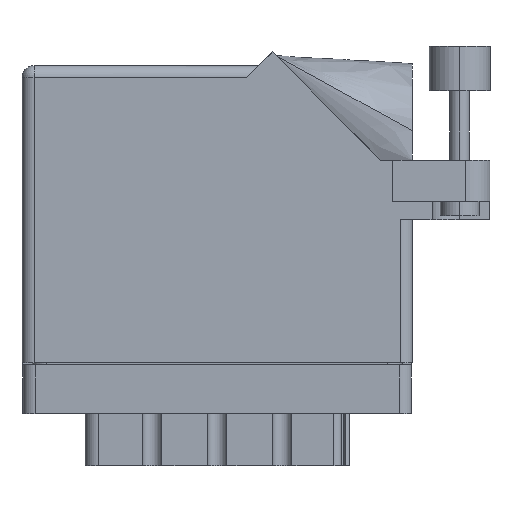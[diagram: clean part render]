
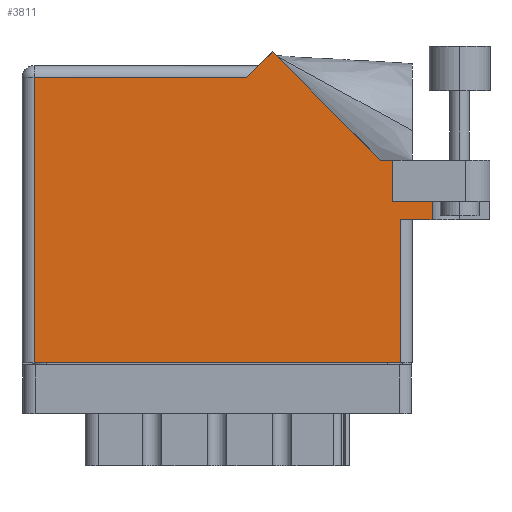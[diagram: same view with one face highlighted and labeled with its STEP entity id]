
A CAD part, front view. The second image highlights one B-rep face of the part: STEP entity #3811.
In plain terms, the highlighted face is planar.
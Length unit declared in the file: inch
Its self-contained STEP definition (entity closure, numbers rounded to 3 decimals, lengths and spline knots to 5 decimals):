
#454 = DIRECTION ( 'NONE',  ( -0.707, 0.707, 0. ) ) ;
#580 = DIRECTION ( 'NONE',  ( 0., 0., -1. ) ) ;
#1334 = VECTOR ( 'NONE', #23810, 39.37008 ) ;
#1460 = VERTEX_POINT ( 'NONE', #14396 ) ;
#2064 = EDGE_CURVE ( 'NONE', #40554, #29862, #29054, .T. ) ;
#2181 = CARTESIAN_POINT ( 'NONE',  ( 1.91, 0.831, 0. ) ) ;
#2639 = LINE ( 'NONE', #41147, #29596 ) ;
#2646 = LINE ( 'NONE', #6027, #11639 ) ;
#3139 = LINE ( 'NONE', #23300, #33724 ) ;
#3811 = ADVANCED_FACE ( 'NONE', ( #32968 ), #4152, .F. ) ;
#3942 = DIRECTION ( 'NONE',  ( -1., 0., 0. ) ) ;
#4152 = PLANE ( 'NONE',  #23451 ) ;
#4491 = ORIENTED_EDGE ( 'NONE', *, *, #19404, .T. ) ;
#4552 = DIRECTION ( 'NONE',  ( 1., 0., 0. ) ) ;
#5408 = EDGE_CURVE ( 'NONE', #22901, #20010, #2639, .T. ) ;
#6027 = CARTESIAN_POINT ( 'NONE',  ( 2.01, 0.737, 0. ) ) ;
#6671 = CARTESIAN_POINT ( 'NONE',  ( 1.28771, 1.60071, 0. ) ) ;
#7524 = LINE ( 'NONE', #29391, #41445 ) ;
#7639 = LINE ( 'NONE', #39822, #1334 ) ;
#7980 = VECTOR ( 'NONE', #454, 39.37008 ) ;
#8515 = EDGE_CURVE ( 'NONE', #31868, #35947, #33366, .T. ) ;
#8965 = CARTESIAN_POINT ( 'NONE',  ( 2.1115, 0.737, 0. ) ) ;
#9378 = ORIENTED_EDGE ( 'NONE', *, *, #12354, .T. ) ;
#9450 = VECTOR ( 'NONE', #4552, 39.37008 ) ;
#9844 = ORIENTED_EDGE ( 'NONE', *, *, #2064, .T. ) ;
#10889 = CARTESIAN_POINT ( 'NONE',  ( 2.1115, 1.16177, 0. ) ) ;
#11285 = ORIENTED_EDGE ( 'NONE', *, *, #29414, .T. ) ;
#11639 = VECTOR ( 'NONE', #15883, 39.37008 ) ;
#11992 = EDGE_CURVE ( 'NONE', #15278, #24413, #27922, .T. ) ;
#12354 = EDGE_CURVE ( 'NONE', #1460, #15278, #7524, .T. ) ;
#12866 = CARTESIAN_POINT ( 'NONE',  ( 1.217, 1.53, 0. ) ) ;
#13407 = CARTESIAN_POINT ( 'NONE',  ( 1.91, 0.831, 0. ) ) ;
#13471 = VECTOR ( 'NONE', #29671, 39.37008 ) ;
#14028 = ORIENTED_EDGE ( 'NONE', *, *, #26578, .T. ) ;
#14396 = CARTESIAN_POINT ( 'NONE',  ( 1.155, 1.468, 0. ) ) ;
#15278 = VERTEX_POINT ( 'NONE', #21169 ) ;
#15883 = DIRECTION ( 'NONE',  ( 1., 0., 0. ) ) ;
#16168 = DIRECTION ( 'NONE',  ( -1., 0., 0. ) ) ;
#19350 = ORIENTED_EDGE ( 'NONE', *, *, #33407, .T. ) ;
#19404 = EDGE_CURVE ( 'NONE', #31868, #33397, #21782, .T. ) ;
#20010 = VERTEX_POINT ( 'NONE', #39357 ) ;
#20332 = DIRECTION ( 'NONE',  ( -1., 0., 0. ) ) ;
#20501 = CARTESIAN_POINT ( 'NONE',  ( 0.062, 0., 0. ) ) ;
#20740 = LINE ( 'NONE', #10889, #41595 ) ;
#21169 = CARTESIAN_POINT ( 'NONE',  ( 0.062, 1.468, 0. ) ) ;
#21392 = DIRECTION ( 'NONE',  ( 0., -1., 0. ) ) ;
#21782 = LINE ( 'NONE', #28317, #37463 ) ;
#22901 = VERTEX_POINT ( 'NONE', #34050 ) ;
#23300 = CARTESIAN_POINT ( 'NONE',  ( 2.41, 1.044, 0. ) ) ;
#23338 = LINE ( 'NONE', #12866, #13471 ) ;
#23451 = AXIS2_PLACEMENT_3D ( 'NONE', #28980, #580, #3942 ) ;
#23493 = DIRECTION ( 'NONE',  ( 0., -1., 0. ) ) ;
#23810 = DIRECTION ( 'NONE',  ( 1., 0., 0. ) ) ;
#24413 = VERTEX_POINT ( 'NONE', #20501 ) ;
#26578 = EDGE_CURVE ( 'NONE', #20010, #31328, #2646, .T. ) ;
#26793 = CARTESIAN_POINT ( 'NONE',  ( 2.1115, 0.831, 0. ) ) ;
#27613 = EDGE_CURVE ( 'NONE', #29862, #1460, #23338, .T. ) ;
#27922 = LINE ( 'NONE', #37009, #32675 ) ;
#28073 = EDGE_LOOP ( 'NONE', ( #19350, #32785, #14028, #37202, #29828, #4491, #11285, #9844, #31621, #9378, #39940 ) ) ;
#28317 = CARTESIAN_POINT ( 'NONE',  ( 1.91, 0.831, 0. ) ) ;
#28931 = DIRECTION ( 'NONE',  ( 0., 1., 0. ) ) ;
#28980 = CARTESIAN_POINT ( 'NONE',  ( 0., 1.53, 0. ) ) ;
#29054 = LINE ( 'NONE', #39168, #7980 ) ;
#29391 = CARTESIAN_POINT ( 'NONE',  ( 0., 1.468, 0. ) ) ;
#29414 = EDGE_CURVE ( 'NONE', #33397, #40554, #3139, .T. ) ;
#29596 = VECTOR ( 'NONE', #28931, 39.37008 ) ;
#29671 = DIRECTION ( 'NONE',  ( -0.707, -0.707, 0. ) ) ;
#29828 = ORIENTED_EDGE ( 'NONE', *, *, #8515, .F. ) ;
#29862 = VERTEX_POINT ( 'NONE', #6671 ) ;
#30492 = CARTESIAN_POINT ( 'NONE',  ( 1.84442, 1.044, 0. ) ) ;
#31328 = VERTEX_POINT ( 'NONE', #8965 ) ;
#31458 = DIRECTION ( 'NONE',  ( 0., 1., 0. ) ) ;
#31621 = ORIENTED_EDGE ( 'NONE', *, *, #27613, .T. ) ;
#31868 = VERTEX_POINT ( 'NONE', #2181 ) ;
#32675 = VECTOR ( 'NONE', #21392, 39.37008 ) ;
#32785 = ORIENTED_EDGE ( 'NONE', *, *, #5408, .T. ) ;
#32968 = FACE_OUTER_BOUND ( 'NONE', #28073, .T. ) ;
#33366 = LINE ( 'NONE', #13407, #9450 ) ;
#33397 = VERTEX_POINT ( 'NONE', #37077 ) ;
#33407 = EDGE_CURVE ( 'NONE', #24413, #22901, #7639, .T. ) ;
#33724 = VECTOR ( 'NONE', #16168, 39.37008 ) ;
#34050 = CARTESIAN_POINT ( 'NONE',  ( 1.948, 0., 0. ) ) ;
#35947 = VERTEX_POINT ( 'NONE', #26793 ) ;
#37009 = CARTESIAN_POINT ( 'NONE',  ( 0.062, 0., 0. ) ) ;
#37077 = CARTESIAN_POINT ( 'NONE',  ( 1.91, 1.044, 0. ) ) ;
#37133 = EDGE_CURVE ( 'NONE', #35947, #31328, #20740, .T. ) ;
#37202 = ORIENTED_EDGE ( 'NONE', *, *, #37133, .F. ) ;
#37463 = VECTOR ( 'NONE', #31458, 39.37008 ) ;
#39168 = CARTESIAN_POINT ( 'NONE',  ( 1.84442, 1.044, 0. ) ) ;
#39357 = CARTESIAN_POINT ( 'NONE',  ( 1.948, 0.737, 0. ) ) ;
#39822 = CARTESIAN_POINT ( 'NONE',  ( 0., 0., 0. ) ) ;
#39940 = ORIENTED_EDGE ( 'NONE', *, *, #11992, .T. ) ;
#40554 = VERTEX_POINT ( 'NONE', #30492 ) ;
#41147 = CARTESIAN_POINT ( 'NONE',  ( 1.948, 0.737, 0. ) ) ;
#41445 = VECTOR ( 'NONE', #20332, 39.37008 ) ;
#41595 = VECTOR ( 'NONE', #23493, 39.37008 ) ;
